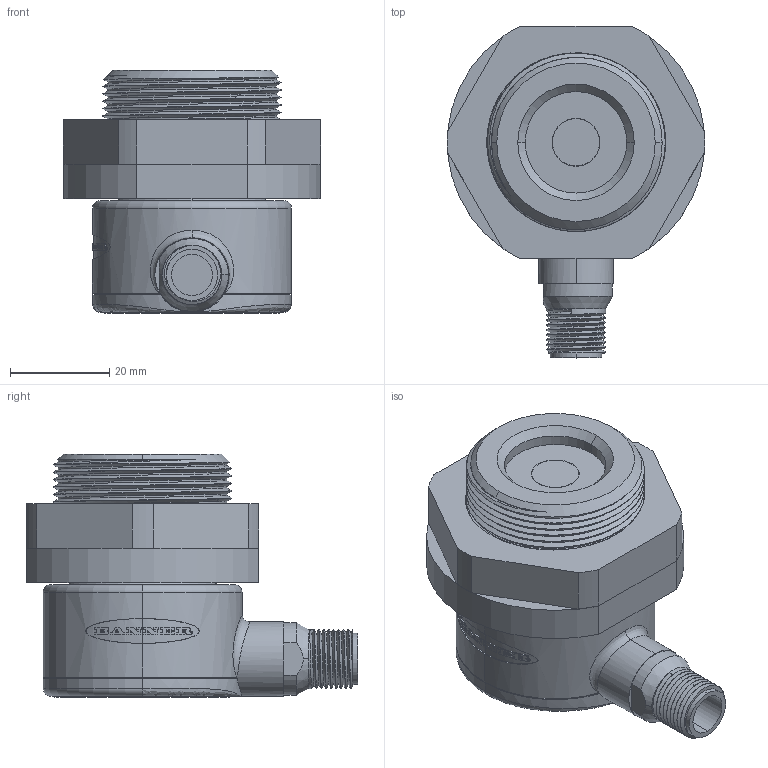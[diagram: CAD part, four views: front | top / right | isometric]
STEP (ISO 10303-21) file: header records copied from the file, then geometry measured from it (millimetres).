
FILE_DESCRIPTION((''),'2;1');
FILE_NAME('188690_ASM','2016-01-14T',('pdmadmin'),(''),'PRO/ENGINEER BY PARAMETRIC TECHNOLOGY CORPORATION, 2013230','PRO/ENGINEER BY PARAMETRIC TECHNOLOGY CORPORATION, 2013230','');
FILE_SCHEMA(('CONFIG_CONTROL_DESIGN'));
Products named in the file (16): 63232_AF0; 53061; 53064_CERAMIC; 53064_ASM; 70683_AF0_ASM; 53886_AF0; 119872; 119874; 05105_CPREP_AF0; 05175_AF0; 69966; 53887; 33185_AF0; 41089_AF0; 56044_AF0_ASM; 188690_ASM
Assembly tree (15 placements, depth 4):
  188690_ASM
    70683_AF0_ASM
      63232_AF0
      53064_ASM
        53061
        53064_CERAMIC
    53886_AF0
    119872
    119874
    05105_CPREP_AF0
    05175_AF0
    69966
    53887
    56044_AF0_ASM
      33185_AF0
      41089_AF0
Bounding box: 51.98 x 66.97 x 49.21 mm (x, y, z)
Volume: 37561.7 mm3; surface area: 45826.6 mm2
Topology: 12 solids, 13 shells, 704 faces, 1838 edges, 1202 vertices
Faces by surface type: cylinder 391, plane 210, bspline 58, cone 26, torus 13, sphere 4, extrusion 2
Entity records: 40993 total; most frequent: CARTESIAN_POINT 24257, ORIENTED_EDGE 3660, DIRECTION 3036, EDGE_CURVE 1832, VERTEX_POINT 1202, AXIS2_PLACEMENT_3D 1147, EDGE_LOOP 783, VECTOR 742
